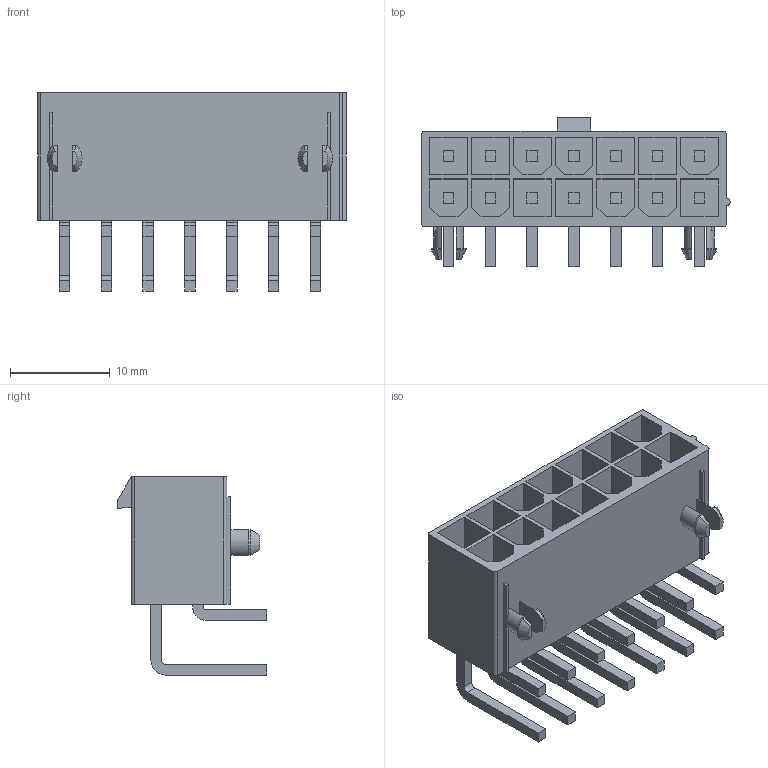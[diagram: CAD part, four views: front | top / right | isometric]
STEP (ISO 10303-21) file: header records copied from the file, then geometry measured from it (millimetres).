
FILE_DESCRIPTION((''),'2;1');
FILE_NAME('039300140','2015-05-15T',('me'),(''),'PRO/ENGINEER BY PARAMETRIC TECHNOLOGY CORPORATION, 2011490','PRO/ENGINEER BY PARAMETRIC TECHNOLOGY CORPORATION, 2011490','');
FILE_SCHEMA(('CONFIG_CONTROL_DESIGN'));
Length unit declared in the file: millimetre
Products named in the file (1): 039300140
Bounding box: 31 x 15 x 19.93 mm (x, y, z)
Volume: 2257.8 mm3; surface area: 4509 mm2
Topology: 1 solids, 1 shells, 349 faces, 923 edges, 622 vertices
Faces by surface type: plane 304, cylinder 41, cone 4
Entity records: 10672 total; most frequent: CARTESIAN_POINT 1875, ORIENTED_EDGE 1778, DIRECTION 1739, EDGE_CURVE 889, VECTOR 791, LINE 791, VERTEX_POINT 586, AXIS2_PLACEMENT_3D 474
